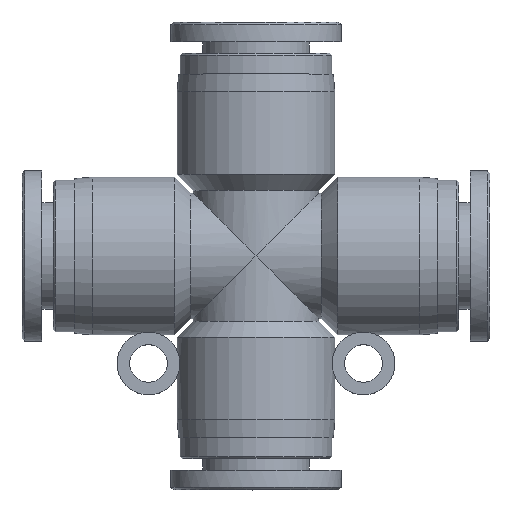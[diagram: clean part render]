
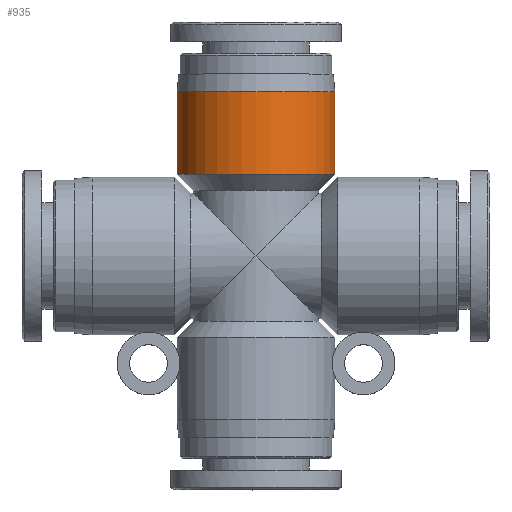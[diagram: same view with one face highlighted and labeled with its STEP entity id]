
A CAD part, top view. The second image highlights one B-rep face of the part: STEP entity #935.
In plain terms, the highlighted cylindrical face has radius 8.8 mm (diameter 17.6 mm), a full revolution.
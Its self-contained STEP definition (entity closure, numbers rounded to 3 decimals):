
#901=CARTESIAN_POINT('',(8.8,18.3,0.0));
#902=VERTEX_POINT('',#901);
#903=CARTESIAN_POINT('',(0.,18.3,0.0));
#904=DIRECTION('',(0.0,-1.0,0.0));
#905=DIRECTION('',(1.0,0.0,0.0));
#906=AXIS2_PLACEMENT_3D('',#903,#904,#905);
#907=CIRCLE('',#906,8.8);
#908=EDGE_CURVE('',#902,#902,#907,.T.);
#916=CARTESIAN_POINT('',(0.,13.7,0.0));
#917=DIRECTION('',(0.,-1.0,0.0));
#918=DIRECTION('',(1.0,0.0,0.0));
#919=AXIS2_PLACEMENT_3D('',#916,#917,#918);
#920=CYLINDRICAL_SURFACE('',#919,8.8);
#921=CARTESIAN_POINT('',(8.8,9.1,0.0));
#922=VERTEX_POINT('',#921);
#923=CARTESIAN_POINT('',(0.,9.1,0.0));
#924=DIRECTION('',(0.0,-1.0,0.0));
#925=DIRECTION('',(1.0,0.0,0.0));
#926=AXIS2_PLACEMENT_3D('',#923,#924,#925);
#927=CIRCLE('',#926,8.8);
#928=EDGE_CURVE('',#922,#922,#927,.T.);
#929=ORIENTED_EDGE('',*,*,#928,.F.);
#930=EDGE_LOOP('',(#929));
#931=FACE_OUTER_BOUND('',#930,.T.);
#932=ORIENTED_EDGE('',*,*,#908,.T.);
#933=EDGE_LOOP('',(#932));
#934=FACE_BOUND('',#933,.T.);
#935=ADVANCED_FACE('',(#931,#934),#920,.T.);
